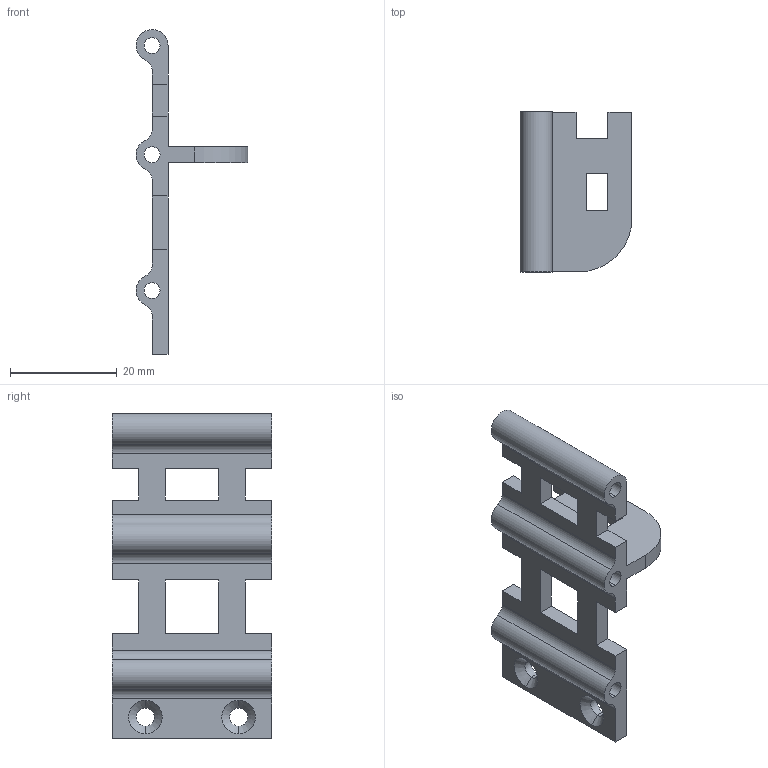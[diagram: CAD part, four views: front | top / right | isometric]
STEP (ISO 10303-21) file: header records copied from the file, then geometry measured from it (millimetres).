
FILE_DESCRIPTION (( 'STEP AP214' ), '1' );
FILE_NAME ('support_left.STEP', '2014-10-03T21:34:39', ( '' ), ( '' ), 'SwSTEP 2.0', 'SolidWorks 2014', '' );
FILE_SCHEMA (( 'AUTOMOTIVE_DESIGN' ));
Length unit declared in the file: millimetre
Products named in the file (1): support_left
Bounding box: 21 x 30 x 61 mm (x, y, z)
Volume: 6198.4 mm3; surface area: 5917 mm2
Topology: 1 solids, 1 shells, 66 faces, 188 edges, 124 vertices
Faces by surface type: plane 43, cylinder 19, cone 4
Entity records: 2208 total; most frequent: CARTESIAN_POINT 379, ORIENTED_EDGE 376, DIRECTION 364, EDGE_CURVE 188, LINE 146, VECTOR 146, VERTEX_POINT 124, AXIS2_PLACEMENT_3D 109
